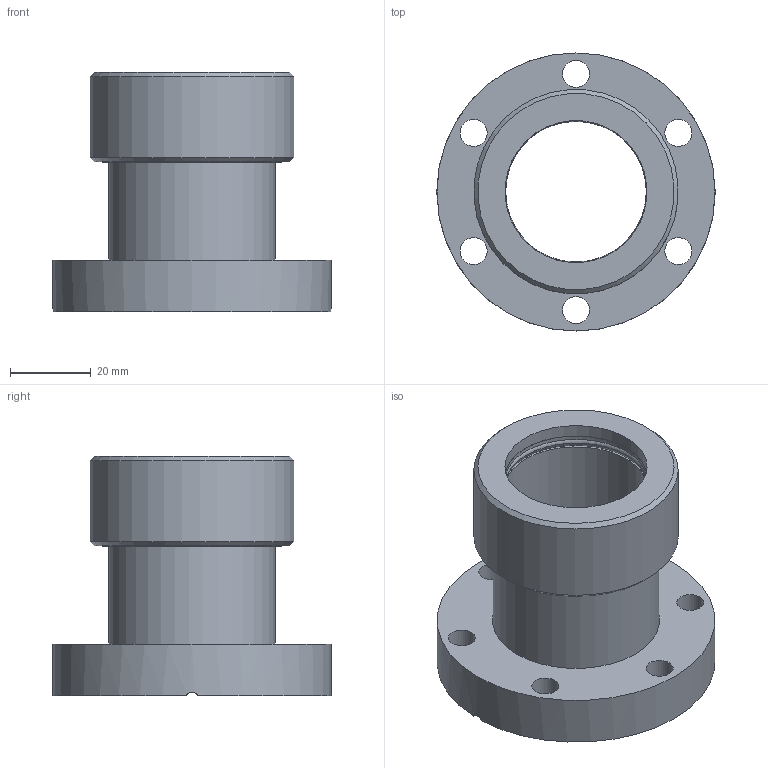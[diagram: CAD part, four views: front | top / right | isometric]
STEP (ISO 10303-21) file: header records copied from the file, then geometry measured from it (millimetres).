
FILE_DESCRIPTION(/* description */ (''),/* implementation_level */ '2;1');
FILE_NAME(/* name */ '5000617a.stp',/* time_stamp */ '2019-07-31T07:13:07-04:00',/* author */ ('Glen_C'),/* organization */ (''),/* preprocessor_version */ 'ST-DEVELOPER v16.13',/* originating_system */ 'Autodesk Inventor 2018',/* authorisation */ '');
FILE_SCHEMA (('AUTOMOTIVE_DESIGN { 1 0 10303 214 3 1 1 }'));
Length unit declared in the file: inch
Products named in the file (1): 5000617_S
Bounding box: 69.09 x 69.09 x 59.41 mm (x, y, z)
Volume: 63356 mm3; surface area: 35392.1 mm2
Topology: 5 solids, 5 shells, 52 faces, 109 edges, 72 vertices
Faces by surface type: cylinder 25, plane 17, cone 6, torus 4
Full cylindrical faces by diameter (mm): 6.731 x6, 34.925 x1, 35.306 x3, 38.1 x1, 41.275 x2, 41.529 x1, 41.91 x1, 41.986 x1, 43.434 x1, 44.069 x1, 44.653 x1, 46.025 x1, 48.311 x1, 50.8 x1, 69.088 x1
Entity records: 1371 total; most frequent: CARTESIAN_POINT 237, DIRECTION 224, ORIENTED_EDGE 134, EDGE_LOOP 112, AXIS2_PLACEMENT_3D 110, EDGE_CURVE 67, VERTEX_POINT 63, FACE_BOUND 60
